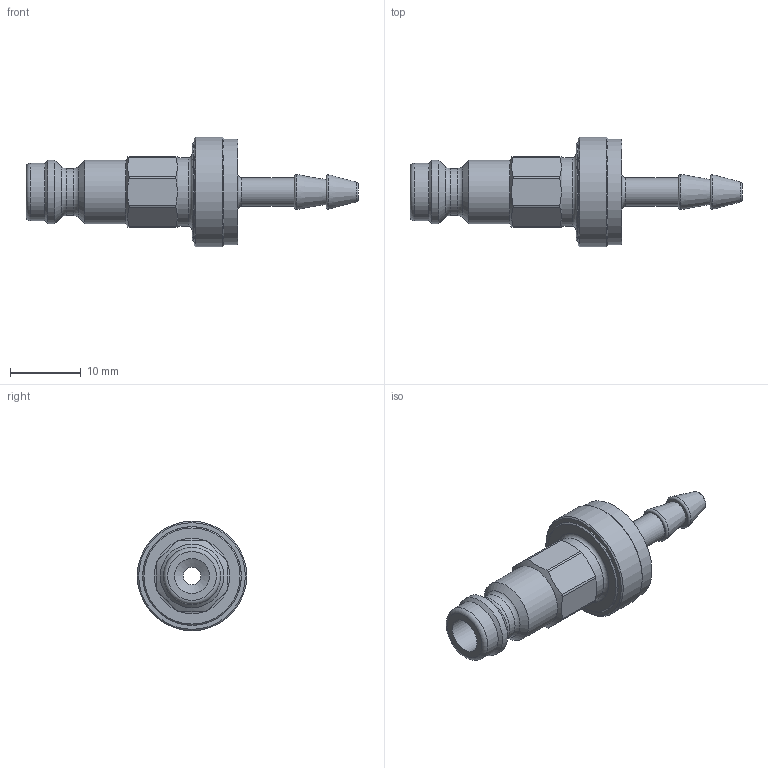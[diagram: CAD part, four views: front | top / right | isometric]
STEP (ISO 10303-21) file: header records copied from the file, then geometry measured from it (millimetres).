
FILE_DESCRIPTION(/* description */ (''),/* implementation_level */ '2;1');
FILE_NAME(/* name */ '21sftf04mxx8.stp',/* time_stamp */ '2021-06-18T09:45:18+02:00',/* author */ ('IA176480'),/* organization */ (''),/* preprocessor_version */ 'ST-DEVELOPER v17.2',/* originating_system */ 'Autodesk Inventor 2019',/* authorisation */ '');
FILE_SCHEMA (('CONFIG_CONTROL_DESIGN'));
Length unit declared in the file: millimetre
Products named in the file (3): 21SFTF04MXX8; 21SFTF04MXX8S; D103012
Assembly tree (2 placements, depth 2):
  21SFTF04MXX8
    21SFTF04MXX8S
    D103012
Bounding box: 47 x 15.5 x 15.5 mm (x, y, z)
Volume: 2338.5 mm3; surface area: 2546.4 mm2
Topology: 2 solids, 2 shells, 57 faces, 168 edges, 119 vertices
Faces by surface type: cylinder 21, plane 16, cone 12, torus 8
Full cylindrical faces by diameter (mm): 2.5 x1, 4.05 x1, 4.95 x1, 6.65 x1, 8.1 x1, 9 x2, 9.7 x1, 13.85 x1, 14 x1, 14.05 x1, 15 x1, 15.5 x1
Entity records: 2103 total; most frequent: CARTESIAN_POINT 385, DIRECTION 383, ORIENTED_EDGE 336, AXIS2_PLACEMENT_3D 171, EDGE_CURVE 168, VERTEX_POINT 119, CIRCLE 109, EDGE_LOOP 65
